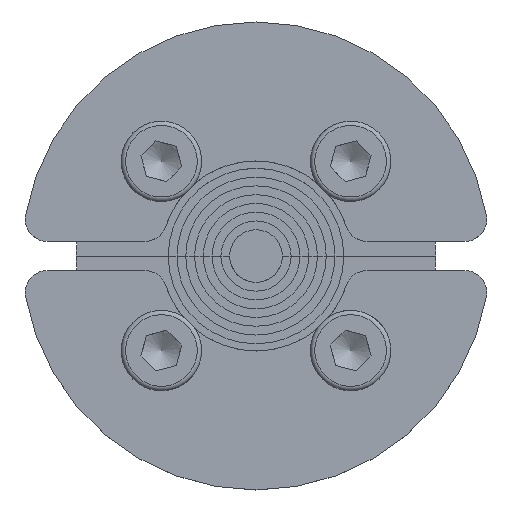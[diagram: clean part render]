
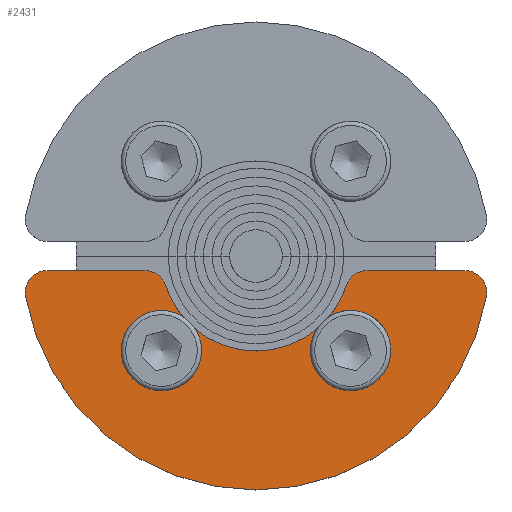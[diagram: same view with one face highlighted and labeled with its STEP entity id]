
A CAD part, top view. The second image highlights one B-rep face of the part: STEP entity #2431.
In plain terms, the highlighted planar face has unit normal (0, 0, 1).
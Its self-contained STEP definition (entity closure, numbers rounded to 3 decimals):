
#84=LINE('',#3787,#246);
#85=LINE('',#3795,#247);
#246=VECTOR('',#2987,10.);
#247=VECTOR('',#2994,10.);
#450=FACE_OUTER_BOUND('',#593,.T.);
#593=EDGE_LOOP('',(#1554,#1555,#1556,#1557,#1558,#1559,#1560,#1561,#1562,
#1563,#1564,#1565,#1566,#1567,#1568,#1569));
#740=CIRCLE('',#2603,2.75);
#741=CIRCLE('',#2604,2.75);
#745=CIRCLE('',#2608,2.75);
#749=CIRCLE('',#2615,6.5);
#750=CIRCLE('',#2616,1.5);
#751=CIRCLE('',#2617,1.5);
#752=CIRCLE('',#2618,16.);
#753=CIRCLE('',#2619,1.5);
#754=CIRCLE('',#2620,1.5);
#755=CIRCLE('',#2621,6.5);
#756=CIRCLE('',#2622,2.75);
#757=CIRCLE('',#2623,2.75);
#758=CIRCLE('',#2624,2.75);
#759=CIRCLE('',#2625,6.5);
#908=VERTEX_POINT('',#3702);
#909=VERTEX_POINT('',#3703);
#924=VERTEX_POINT('',#3762);
#925=VERTEX_POINT('',#3764);
#931=VERTEX_POINT('',#3782);
#932=VERTEX_POINT('',#3784);
#933=VERTEX_POINT('',#3786);
#934=VERTEX_POINT('',#3788);
#935=VERTEX_POINT('',#3790);
#936=VERTEX_POINT('',#3792);
#937=VERTEX_POINT('',#3794);
#938=VERTEX_POINT('',#3796);
#939=VERTEX_POINT('',#3798);
#940=VERTEX_POINT('',#3800);
#941=VERTEX_POINT('',#3802);
#942=VERTEX_POINT('',#3804);
#1158=EDGE_CURVE('',#924,#908,#740,.T.);
#1159=EDGE_CURVE('',#925,#924,#741,.T.);
#1164=EDGE_CURVE('',#909,#925,#745,.T.);
#1168=EDGE_CURVE('',#931,#908,#749,.T.);
#1169=EDGE_CURVE('',#932,#931,#750,.T.);
#1170=EDGE_CURVE('',#933,#932,#84,.T.);
#1171=EDGE_CURVE('',#934,#933,#751,.T.);
#1172=EDGE_CURVE('',#935,#934,#752,.T.);
#1173=EDGE_CURVE('',#936,#935,#753,.T.);
#1174=EDGE_CURVE('',#937,#936,#85,.T.);
#1175=EDGE_CURVE('',#938,#937,#754,.T.);
#1176=EDGE_CURVE('',#939,#938,#755,.T.);
#1177=EDGE_CURVE('',#939,#940,#756,.T.);
#1178=EDGE_CURVE('',#940,#941,#757,.T.);
#1179=EDGE_CURVE('',#941,#942,#758,.T.);
#1180=EDGE_CURVE('',#909,#942,#759,.T.);
#1554=ORIENTED_EDGE('',*,*,#1164,.T.);
#1555=ORIENTED_EDGE('',*,*,#1159,.T.);
#1556=ORIENTED_EDGE('',*,*,#1158,.T.);
#1557=ORIENTED_EDGE('',*,*,#1168,.F.);
#1558=ORIENTED_EDGE('',*,*,#1169,.F.);
#1559=ORIENTED_EDGE('',*,*,#1170,.F.);
#1560=ORIENTED_EDGE('',*,*,#1171,.F.);
#1561=ORIENTED_EDGE('',*,*,#1172,.F.);
#1562=ORIENTED_EDGE('',*,*,#1173,.F.);
#1563=ORIENTED_EDGE('',*,*,#1174,.F.);
#1564=ORIENTED_EDGE('',*,*,#1175,.F.);
#1565=ORIENTED_EDGE('',*,*,#1176,.F.);
#1566=ORIENTED_EDGE('',*,*,#1177,.T.);
#1567=ORIENTED_EDGE('',*,*,#1178,.T.);
#1568=ORIENTED_EDGE('',*,*,#1179,.T.);
#1569=ORIENTED_EDGE('',*,*,#1180,.F.);
#2198=PLANE('',#2614);
#2431=ADVANCED_FACE('',(#450),#2198,.T.);
#2603=AXIS2_PLACEMENT_3D('',#3763,#2958,#2959);
#2604=AXIS2_PLACEMENT_3D('',#3765,#2960,#2961);
#2608=AXIS2_PLACEMENT_3D('',#3773,#2969,#2970);
#2614=AXIS2_PLACEMENT_3D('',#3781,#2981,#2982);
#2615=AXIS2_PLACEMENT_3D('',#3783,#2983,#2984);
#2616=AXIS2_PLACEMENT_3D('',#3785,#2985,#2986);
#2617=AXIS2_PLACEMENT_3D('',#3789,#2988,#2989);
#2618=AXIS2_PLACEMENT_3D('',#3791,#2990,#2991);
#2619=AXIS2_PLACEMENT_3D('',#3793,#2992,#2993);
#2620=AXIS2_PLACEMENT_3D('',#3797,#2995,#2996);
#2621=AXIS2_PLACEMENT_3D('',#3799,#2997,#2998);
#2622=AXIS2_PLACEMENT_3D('',#3801,#2999,#3000);
#2623=AXIS2_PLACEMENT_3D('',#3803,#3001,#3002);
#2624=AXIS2_PLACEMENT_3D('',#3805,#3003,#3004);
#2625=AXIS2_PLACEMENT_3D('',#3806,#3005,#3006);
#2958=DIRECTION('center_axis',(0.,0.,
-1.));
#2959=DIRECTION('ref_axis',(-0.259,0.966,0.));
#2960=DIRECTION('center_axis',(0.,0.,
-1.));
#2961=DIRECTION('ref_axis',(-0.259,0.966,0.));
#2969=DIRECTION('center_axis',(0.,0.,
-1.));
#2970=DIRECTION('ref_axis',(-0.259,0.966,0.));
#2981=DIRECTION('center_axis',(0.,0.,
1.));
#2982=DIRECTION('ref_axis',(-1.,0.,0.));
#2983=DIRECTION('center_axis',(0.,0.,
1.));
#2984=DIRECTION('ref_axis',(-0.95,-0.313,0.));
#2985=DIRECTION('center_axis',(0.,0.,
-1.));
#2986=DIRECTION('ref_axis',(-0.95,-0.313,0.));
#2987=DIRECTION('',(1.,0.,0.));
#2988=DIRECTION('center_axis',(0.,0.,
-1.));
#2989=DIRECTION('ref_axis',(0.,-1.,0.));
#2990=DIRECTION('center_axis',(0.,0.,
-1.));
#2991=DIRECTION('ref_axis',(0.985,0.172,0.));
#2992=DIRECTION('center_axis',(0.,0.,
-1.));
#2993=DIRECTION('ref_axis',(-0.985,0.172,0.));
#2994=DIRECTION('',(1.,0.,0.));
#2995=DIRECTION('center_axis',(0.,0.,
-1.));
#2996=DIRECTION('ref_axis',(0.,-1.,0.));
#2997=DIRECTION('center_axis',(0.,0.,
1.));
#2998=DIRECTION('ref_axis',(-0.95,-0.313,0.));
#2999=DIRECTION('center_axis',(0.,0.,
-1.));
#3000=DIRECTION('ref_axis',(-0.966,-0.259,0.));
#3001=DIRECTION('center_axis',(0.,0.,
-1.));
#3002=DIRECTION('ref_axis',(-0.966,-0.259,0.));
#3003=DIRECTION('center_axis',(0.,0.,
-1.));
#3004=DIRECTION('ref_axis',(-0.966,-0.259,0.));
#3005=DIRECTION('center_axis',(0.,0.,
1.));
#3006=DIRECTION('ref_axis',(-0.95,-0.313,0.));
#3702=CARTESIAN_POINT('',(-5.013,-4.138,1.5));
#3703=CARTESIAN_POINT('',(-4.138,-5.013,1.5));
#3762=CARTESIAN_POINT('',(-7.182,-3.814,1.5));
#3763=CARTESIAN_POINT('Origin',(-6.47,-6.47,1.5));
#3764=CARTESIAN_POINT('',(-5.758,-9.126,1.5));
#3765=CARTESIAN_POINT('Origin',(-6.47,-6.47,1.5));
#3773=CARTESIAN_POINT('Origin',(-6.47,-6.47,1.5));
#3781=CARTESIAN_POINT('Origin',(0.,-6.833,
1.5));
#3782=CARTESIAN_POINT('',(-6.174,-2.031,1.5));
#3783=CARTESIAN_POINT('Origin',(0.,0.,
1.5));
#3784=CARTESIAN_POINT('',(-7.599,-1.,1.5));
#3785=CARTESIAN_POINT('Origin',(-7.599,-2.5,1.5));
#3786=CARTESIAN_POINT('',(-14.283,-1.,1.5));
#3787=CARTESIAN_POINT('',(-14.283,-1.,1.5));
#3788=CARTESIAN_POINT('',(-15.76,-2.759,1.5));
#3789=CARTESIAN_POINT('Origin',(-14.283,-2.5,1.5));
#3790=CARTESIAN_POINT('',(15.76,-2.759,1.5));
#3791=CARTESIAN_POINT('Origin',(0.,0.,
1.5));
#3792=CARTESIAN_POINT('',(14.283,-1.,1.5));
#3793=CARTESIAN_POINT('Origin',(14.283,-2.5,1.5));
#3794=CARTESIAN_POINT('',(7.599,-1.,1.5));
#3795=CARTESIAN_POINT('',(7.599,-1.,1.5));
#3796=CARTESIAN_POINT('',(6.174,-2.031,1.5));
#3797=CARTESIAN_POINT('Origin',(7.599,-2.5,1.5));
#3798=CARTESIAN_POINT('',(5.013,-4.138,1.5));
#3799=CARTESIAN_POINT('Origin',(0.,0.,
1.5));
#3800=CARTESIAN_POINT('',(9.126,-5.758,1.5));
#3801=CARTESIAN_POINT('Origin',(6.47,-6.47,1.5));
#3802=CARTESIAN_POINT('',(3.814,-7.182,1.5));
#3803=CARTESIAN_POINT('Origin',(6.47,-6.47,1.5));
#3804=CARTESIAN_POINT('',(4.138,-5.013,1.5));
#3805=CARTESIAN_POINT('Origin',(6.47,-6.47,1.5));
#3806=CARTESIAN_POINT('Origin',(0.,0.,
1.5));
